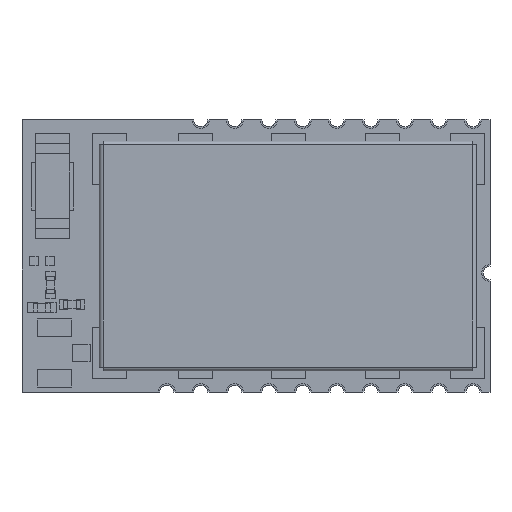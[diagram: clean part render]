
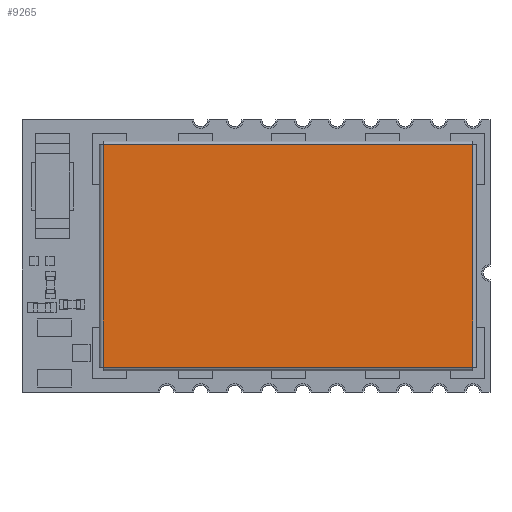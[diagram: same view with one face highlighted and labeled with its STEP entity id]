
A CAD part, top view. The second image highlights one B-rep face of the part: STEP entity #9265.
In plain terms, the highlighted planar face has unit normal (0, 0, 1).
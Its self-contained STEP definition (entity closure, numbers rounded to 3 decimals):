
#1812=ORIENTED_EDGE('',*,*,#3663,.T.);
#1813=ORIENTED_EDGE('',*,*,#3664,.F.);
#1814=ORIENTED_EDGE('',*,*,#3665,.F.);
#1815=ORIENTED_EDGE('',*,*,#3666,.T.);
#3663=EDGE_CURVE('',#4675,#4688,#5724,.T.);
#3664=EDGE_CURVE('',#4678,#4688,#5725,.T.);
#3665=EDGE_CURVE('',#4682,#4678,#5726,.T.);
#3666=EDGE_CURVE('',#4682,#4675,#5727,.T.);
#4675=VERTEX_POINT('',#14604);
#4678=VERTEX_POINT('',#14612);
#4682=VERTEX_POINT('',#14622);
#4688=VERTEX_POINT('',#14640);
#5724=LINE('',#14639,#6901);
#5725=LINE('',#14641,#6902);
#5726=LINE('',#14642,#6903);
#5727=LINE('',#14643,#6904);
#6901=VECTOR('',#11948,1000.);
#6902=VECTOR('',#11949,1000.);
#6903=VECTOR('',#11950,1000.);
#6904=VECTOR('',#11951,1000.);
#7678=EDGE_LOOP('',(#1812,#1813,#1814,#1815));
#8241=FACE_BOUND('',#7678,.T.);
#8755=PLANE('',#10189);
#9265=ADVANCED_FACE('',(#8241),#8755,.F.);
#10189=AXIS2_PLACEMENT_3D('',#14638,#11946,#11947);
#11946=DIRECTION('',(0.,0.,-1.));
#11947=DIRECTION('',(-1.,0.,0.));
#11948=DIRECTION('',(1.,0.,0.));
#11949=DIRECTION('',(0.,-1.,0.));
#11950=DIRECTION('',(1.,0.,0.));
#11951=DIRECTION('',(0.,-1.,0.));
#14604=CARTESIAN_POINT('',(-10.855,-6.53,2.));
#14612=CARTESIAN_POINT('',(10.855,6.53,2.));
#14622=CARTESIAN_POINT('',(-10.855,6.53,2.));
#14638=CARTESIAN_POINT('',(-11.075,6.53,2.));
#14639=CARTESIAN_POINT('',(-11.075,-6.53,2.));
#14640=CARTESIAN_POINT('',(10.855,-6.53,2.));
#14641=CARTESIAN_POINT('',(10.855,6.53,2.));
#14642=CARTESIAN_POINT('',(-11.075,6.53,2.));
#14643=CARTESIAN_POINT('',(-10.855,6.53,2.));
